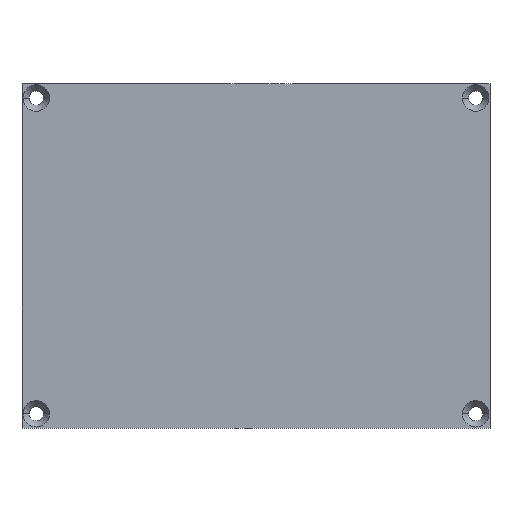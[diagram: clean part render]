
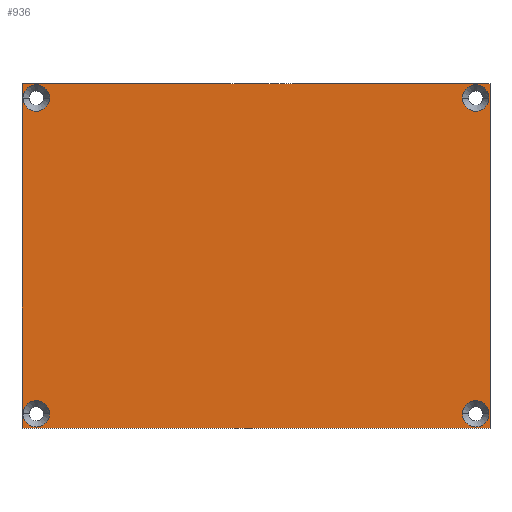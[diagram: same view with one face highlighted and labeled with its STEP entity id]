
A CAD part, top view. The second image highlights one B-rep face of the part: STEP entity #936.
In plain terms, the highlighted planar face has unit normal (0, 0, 1).
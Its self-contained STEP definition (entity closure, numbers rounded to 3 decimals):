
#15 = CARTESIAN_POINT ( 'NONE',  ( 43.05, 26.5, 16. ) ) ;
#26 = CIRCLE ( 'NONE', #1222, 2.3 ) ;
#58 = CARTESIAN_POINT ( 'NONE',  ( 43.25, -31., 16. ) ) ;
#103 = DIRECTION ( 'NONE',  ( 1., 0., 0. ) ) ;
#151 = VERTEX_POINT ( 'NONE', #1049 ) ;
#192 = EDGE_LOOP ( 'NONE', ( #1231, #1970 ) ) ;
#246 = VECTOR ( 'NONE', #2684, 1000. ) ;
#257 = EDGE_CURVE ( 'NONE', #2396, #1083, #1259, .T. ) ;
#275 = ORIENTED_EDGE ( 'NONE', *, *, #1037, .T. ) ;
#290 = DIRECTION ( 'NONE',  ( 0., 0., 1. ) ) ;
#292 = VERTEX_POINT ( 'NONE', #1824 ) ;
#293 = EDGE_LOOP ( 'NONE', ( #1401, #2598 ) ) ;
#339 = AXIS2_PLACEMENT_3D ( 'NONE', #890, #691, #1962 ) ;
#420 = DIRECTION ( 'NONE',  ( -1., 0., 0. ) ) ;
#440 = DIRECTION ( 'NONE',  ( 1., 0., 0. ) ) ;
#478 = LINE ( 'NONE', #1320, #1983 ) ;
#512 = FACE_BOUND ( 'NONE', #293, .T. ) ;
#516 = AXIS2_PLACEMENT_3D ( 'NONE', #523, #2450, #535 ) ;
#523 = CARTESIAN_POINT ( 'NONE',  ( 40.75, 26.5, 16. ) ) ;
#535 = DIRECTION ( 'NONE',  ( 1., 0., 0. ) ) ;
#577 = DIRECTION ( 'NONE',  ( 1., 0., 0. ) ) ;
#622 = VERTEX_POINT ( 'NONE', #15 ) ;
#669 = EDGE_CURVE ( 'NONE', #2443, #151, #1535, .T. ) ;
#691 = DIRECTION ( 'NONE',  ( 0., 0., -1. ) ) ;
#711 = ORIENTED_EDGE ( 'NONE', *, *, #1068, .T. ) ;
#739 = ORIENTED_EDGE ( 'NONE', *, *, #257, .T. ) ;
#754 = CIRCLE ( 'NONE', #1099, 2.3 ) ;
#768 = ORIENTED_EDGE ( 'NONE', *, *, #1720, .T. ) ;
#791 = CARTESIAN_POINT ( 'NONE',  ( -35.75, 26.5, 16. ) ) ;
#807 = EDGE_LOOP ( 'NONE', ( #739, #711 ) ) ;
#819 = VERTEX_POINT ( 'NONE', #2562 ) ;
#868 = ORIENTED_EDGE ( 'NONE', *, *, #1760, .T. ) ;
#873 = ORIENTED_EDGE ( 'NONE', *, *, #1627, .T. ) ;
#879 = DIRECTION ( 'NONE',  ( 1., 0., 0. ) ) ;
#890 = CARTESIAN_POINT ( 'NONE',  ( -35.75, -28.5, 16. ) ) ;
#913 = CIRCLE ( 'NONE', #2486, 2.3 ) ;
#927 = PLANE ( 'NONE',  #2119 ) ;
#931 = CARTESIAN_POINT ( 'NONE',  ( -38.25, -31., 16. ) ) ;
#936 = ADVANCED_FACE ( 'NONE', ( #1331, #2184, #512, #1362, #1091 ), #927, .T. ) ;
#939 = EDGE_CURVE ( 'NONE', #1971, #2712, #913, .T. ) ;
#958 = AXIS2_PLACEMENT_3D ( 'NONE', #1130, #1513, #1994 ) ;
#981 = CARTESIAN_POINT ( 'NONE',  ( -33.45, 26.5, 16. ) ) ;
#1016 = AXIS2_PLACEMENT_3D ( 'NONE', #1655, #2509, #577 ) ;
#1033 = VECTOR ( 'NONE', #1792, 1000. ) ;
#1037 = EDGE_CURVE ( 'NONE', #2398, #2157, #2038, .T. ) ;
#1049 = CARTESIAN_POINT ( 'NONE',  ( -38.05, -28.5, 16. ) ) ;
#1050 = CARTESIAN_POINT ( 'NONE',  ( 43.05, -28.5, 16. ) ) ;
#1068 = EDGE_CURVE ( 'NONE', #1083, #2396, #26, .T. ) ;
#1083 = VERTEX_POINT ( 'NONE', #1157 ) ;
#1091 = FACE_OUTER_BOUND ( 'NONE', #1210, .T. ) ;
#1099 = AXIS2_PLACEMENT_3D ( 'NONE', #1189, #2223, #103 ) ;
#1130 = CARTESIAN_POINT ( 'NONE',  ( 40.75, -28.5, 16. ) ) ;
#1157 = CARTESIAN_POINT ( 'NONE',  ( -38.05, 26.5, 16. ) ) ;
#1189 = CARTESIAN_POINT ( 'NONE',  ( 40.75, 26.5, 16. ) ) ;
#1207 = CARTESIAN_POINT ( 'NONE',  ( 43.25, 29., 16. ) ) ;
#1210 = EDGE_LOOP ( 'NONE', ( #275, #868, #768, #873 ) ) ;
#1222 = AXIS2_PLACEMENT_3D ( 'NONE', #2024, #1605, #2459 ) ;
#1231 = ORIENTED_EDGE ( 'NONE', *, *, #939, .T. ) ;
#1259 = CIRCLE ( 'NONE', #1666, 2.3 ) ;
#1261 = EDGE_CURVE ( 'NONE', #819, #622, #754, .T. ) ;
#1320 = CARTESIAN_POINT ( 'NONE',  ( 43.25, 29., 16. ) ) ;
#1329 = EDGE_CURVE ( 'NONE', #622, #819, #2563, .T. ) ;
#1331 = FACE_BOUND ( 'NONE', #2173, .T. ) ;
#1362 = FACE_BOUND ( 'NONE', #807, .T. ) ;
#1401 = ORIENTED_EDGE ( 'NONE', *, *, #1329, .T. ) ;
#1513 = DIRECTION ( 'NONE',  ( 0., 0., -1. ) ) ;
#1535 = CIRCLE ( 'NONE', #339, 2.3 ) ;
#1565 = DIRECTION ( 'NONE',  ( 1., 0., 0. ) ) ;
#1588 = CARTESIAN_POINT ( 'NONE',  ( -38.25, 29., 16. ) ) ;
#1605 = DIRECTION ( 'NONE',  ( 0., 0., -1. ) ) ;
#1606 = CIRCLE ( 'NONE', #1016, 2.3 ) ;
#1627 = EDGE_CURVE ( 'NONE', #1864, #2398, #478, .T. ) ;
#1655 = CARTESIAN_POINT ( 'NONE',  ( -35.75, -28.5, 16. ) ) ;
#1666 = AXIS2_PLACEMENT_3D ( 'NONE', #791, #2151, #440 ) ;
#1720 = EDGE_CURVE ( 'NONE', #292, #1864, #2220, .T. ) ;
#1753 = DIRECTION ( 'NONE',  ( 0., 0., -1. ) ) ;
#1760 = EDGE_CURVE ( 'NONE', #2157, #292, #2236, .T. ) ;
#1792 = DIRECTION ( 'NONE',  ( 1., 0., 0. ) ) ;
#1814 = CARTESIAN_POINT ( 'NONE',  ( -38.25, 29., 16. ) ) ;
#1824 = CARTESIAN_POINT ( 'NONE',  ( 43.25, -31., 16. ) ) ;
#1864 = VERTEX_POINT ( 'NONE', #1207 ) ;
#1886 = EDGE_CURVE ( 'NONE', #151, #2443, #1606, .T. ) ;
#1950 = CARTESIAN_POINT ( 'NONE',  ( 40.75, -28.5, 16. ) ) ;
#1960 = CARTESIAN_POINT ( 'NONE',  ( 38.45, -28.5, 16. ) ) ;
#1962 = DIRECTION ( 'NONE',  ( 1., 0., 0. ) ) ;
#1969 = CARTESIAN_POINT ( 'NONE',  ( -38.25, -31., 16. ) ) ;
#1970 = ORIENTED_EDGE ( 'NONE', *, *, #2265, .T. ) ;
#1971 = VERTEX_POINT ( 'NONE', #1050 ) ;
#1978 = CARTESIAN_POINT ( 'NONE',  ( 0., 0., 16. ) ) ;
#1983 = VECTOR ( 'NONE', #420, 1000. ) ;
#1994 = DIRECTION ( 'NONE',  ( 1., 0., 0. ) ) ;
#2016 = DIRECTION ( 'NONE',  ( 0., 1., 0. ) ) ;
#2024 = CARTESIAN_POINT ( 'NONE',  ( -35.75, 26.5, 16. ) ) ;
#2038 = LINE ( 'NONE', #1814, #246 ) ;
#2119 = AXIS2_PLACEMENT_3D ( 'NONE', #1978, #290, #1565 ) ;
#2151 = DIRECTION ( 'NONE',  ( 0., 0., -1. ) ) ;
#2157 = VERTEX_POINT ( 'NONE', #1969 ) ;
#2173 = EDGE_LOOP ( 'NONE', ( #2187, #2226 ) ) ;
#2184 = FACE_BOUND ( 'NONE', #192, .T. ) ;
#2187 = ORIENTED_EDGE ( 'NONE', *, *, #669, .T. ) ;
#2220 = LINE ( 'NONE', #58, #2741 ) ;
#2223 = DIRECTION ( 'NONE',  ( 0., 0., -1. ) ) ;
#2226 = ORIENTED_EDGE ( 'NONE', *, *, #1886, .T. ) ;
#2236 = LINE ( 'NONE', #931, #1033 ) ;
#2265 = EDGE_CURVE ( 'NONE', #2712, #1971, #2484, .T. ) ;
#2396 = VERTEX_POINT ( 'NONE', #981 ) ;
#2398 = VERTEX_POINT ( 'NONE', #1588 ) ;
#2439 = CARTESIAN_POINT ( 'NONE',  ( -33.45, -28.5, 16. ) ) ;
#2443 = VERTEX_POINT ( 'NONE', #2439 ) ;
#2450 = DIRECTION ( 'NONE',  ( 0., 0., -1. ) ) ;
#2459 = DIRECTION ( 'NONE',  ( 1., 0., 0. ) ) ;
#2484 = CIRCLE ( 'NONE', #958, 2.3 ) ;
#2486 = AXIS2_PLACEMENT_3D ( 'NONE', #1950, #1753, #879 ) ;
#2509 = DIRECTION ( 'NONE',  ( 0., 0., -1. ) ) ;
#2562 = CARTESIAN_POINT ( 'NONE',  ( 38.45, 26.5, 16. ) ) ;
#2563 = CIRCLE ( 'NONE', #516, 2.3 ) ;
#2598 = ORIENTED_EDGE ( 'NONE', *, *, #1261, .T. ) ;
#2684 = DIRECTION ( 'NONE',  ( 0., -1., 0. ) ) ;
#2712 = VERTEX_POINT ( 'NONE', #1960 ) ;
#2741 = VECTOR ( 'NONE', #2016, 1000. ) ;
